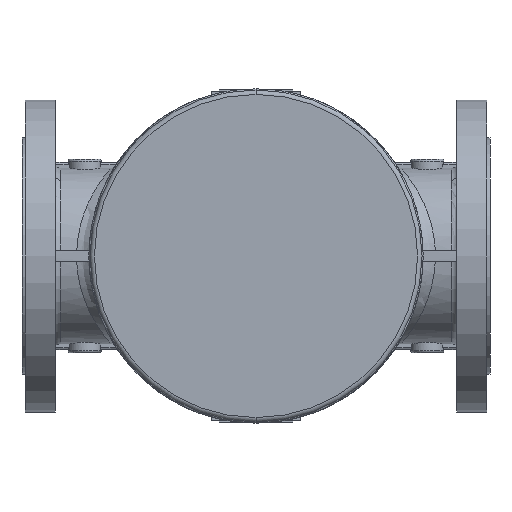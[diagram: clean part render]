
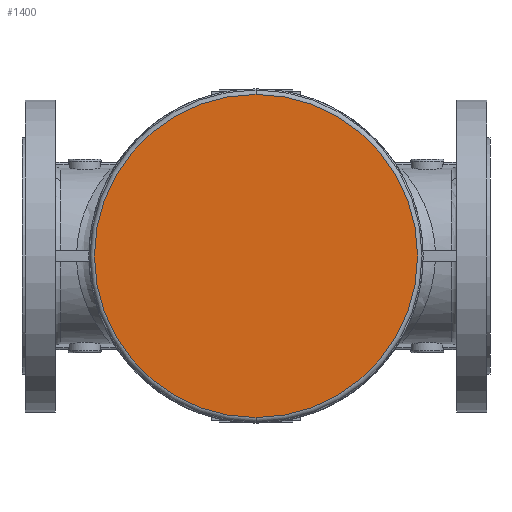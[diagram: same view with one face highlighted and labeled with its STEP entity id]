
A CAD part, front view. The second image highlights one B-rep face of the part: STEP entity #1400.
In plain terms, the highlighted planar face has unit normal (0, -1, 0).
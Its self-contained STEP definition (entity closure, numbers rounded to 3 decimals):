
#1400 = ADVANCED_FACE ( 'NONE', ( #47244 ), #17695, .T. ) ;
#4959 = AXIS2_PLACEMENT_3D ( 'NONE', #67068, #22970, #39742 ) ;
#6700 = ORIENTED_EDGE ( 'NONE', *, *, #51469, .T. ) ;
#10312 = VERTEX_POINT ( 'NONE', #62243 ) ;
#17695 = PLANE ( 'NONE',  #4959 ) ;
#21448 = EDGE_CURVE ( 'NONE', #42829, #10312, #36485, .T. ) ;
#22970 = DIRECTION ( 'NONE',  ( 0., -1., 0. ) ) ;
#23082 = EDGE_LOOP ( 'NONE', ( #6700, #23887 ) ) ;
#23887 = ORIENTED_EDGE ( 'NONE', *, *, #21448, .T. ) ;
#25900 = CIRCLE ( 'NONE', #34962, 145. ) ;
#34962 = AXIS2_PLACEMENT_3D ( 'NONE', #70897, #61525, #39968 ) ;
#36425 = DIRECTION ( 'NONE',  ( 0., -1., 0. ) ) ;
#36485 = CIRCLE ( 'NONE', #62809, 145. ) ;
#39742 = DIRECTION ( 'NONE',  ( 0., 0., -1. ) ) ;
#39968 = DIRECTION ( 'NONE',  ( 0., 0., -1. ) ) ;
#42829 = VERTEX_POINT ( 'NONE', #52136 ) ;
#47244 = FACE_OUTER_BOUND ( 'NONE', #23082, .T. ) ;
#51469 = EDGE_CURVE ( 'NONE', #10312, #42829, #25900, .T. ) ;
#52136 = CARTESIAN_POINT ( 'NONE',  ( 0., -132., 145. ) ) ;
#57947 = DIRECTION ( 'NONE',  ( 0., 0., -1. ) ) ;
#61525 = DIRECTION ( 'NONE',  ( 0., -1., 0. ) ) ;
#62243 = CARTESIAN_POINT ( 'NONE',  ( 0., -132., -145. ) ) ;
#62809 = AXIS2_PLACEMENT_3D ( 'NONE', #64186, #36425, #57947 ) ;
#64186 = CARTESIAN_POINT ( 'NONE',  ( 0., -132., 0. ) ) ;
#67068 = CARTESIAN_POINT ( 'NONE',  ( 0., -132., 0. ) ) ;
#70897 = CARTESIAN_POINT ( 'NONE',  ( 0., -132., 0. ) ) ;
